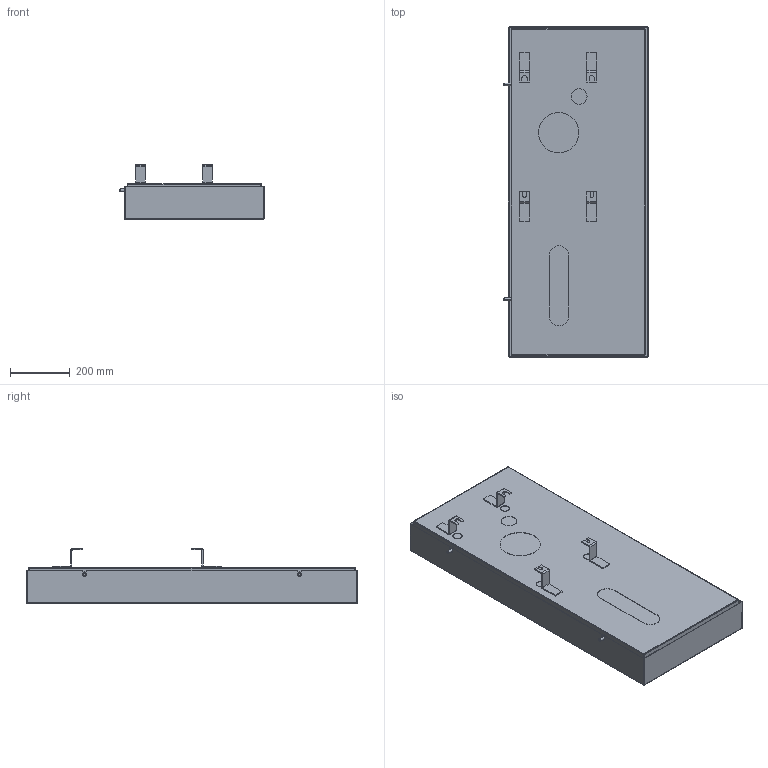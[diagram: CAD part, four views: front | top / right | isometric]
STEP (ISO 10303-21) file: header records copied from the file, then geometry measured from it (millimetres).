
FILE_DESCRIPTION (( 'STEP AP214' ), '1' );
FILE_NAME ('SMR4-BG.step', '2016-11-22T21:14:08', ( '' ), ( '' ), 'SwSTEP 2.0', 'SolidWorks 2016', '' );
FILE_SCHEMA (( 'AUTOMOTIVE_DESIGN' ));
Length unit declared in the file: inch
Products named in the file (1): SMR4-BG
Bounding box: 482.9 x 1110 x 182.75 mm (x, y, z)
Volume: 2203014.4 mm3; surface area: 2888977.4 mm2
Topology: 8 solids, 8 shells, 202 faces, 488 edges, 304 vertices
Faces by surface type: plane 122, cylinder 60, bspline 16, cone 4
Entity records: 9291 total; most frequent: CARTESIAN_POINT 1843, ORIENTED_EDGE 976, DIRECTION 926, EDGE_CURVE 488, LINE 360, VECTOR 360, VERTEX_POINT 304, AXIS2_PLACEMENT_3D 283
